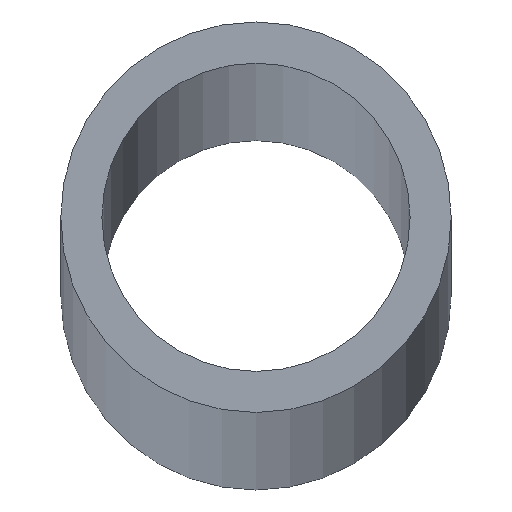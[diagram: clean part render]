
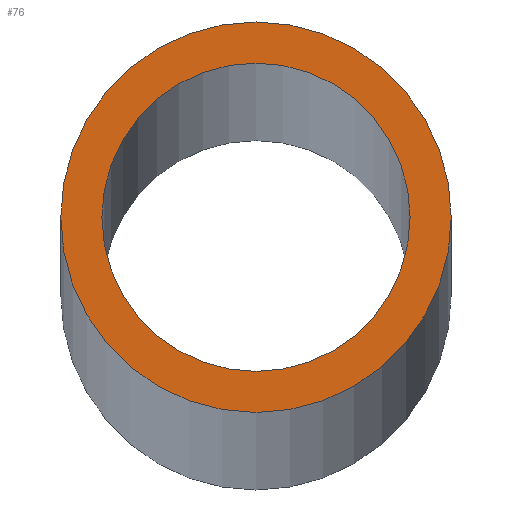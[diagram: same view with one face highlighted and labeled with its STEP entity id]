
A CAD part, top view. The second image highlights one B-rep face of the part: STEP entity #76.
In plain terms, the highlighted planar face has unit normal (0, 0, 1).
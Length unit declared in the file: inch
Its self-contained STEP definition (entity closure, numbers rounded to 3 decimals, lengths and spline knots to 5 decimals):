
#12 = CARTESIAN_POINT ( 'NONE',  ( 0., 0., 216. ) ) ;
#20 = AXIS2_PLACEMENT_3D ( 'NONE', #123, #103, #185 ) ;
#26 = DIRECTION ( 'NONE',  ( 0., 0., 1. ) ) ;
#27 = DIRECTION ( 'NONE',  ( 1., 0., 0. ) ) ;
#30 = CARTESIAN_POINT ( 'NONE',  ( 0., 0., 216. ) ) ;
#39 = AXIS2_PLACEMENT_3D ( 'NONE', #83, #26, #27 ) ;
#41 = ORIENTED_EDGE ( 'NONE', *, *, #54, .F. ) ;
#47 = DIRECTION ( 'NONE',  ( 1., 0., 0. ) ) ;
#54 = EDGE_CURVE ( 'NONE', #205, #142, #131, .T. ) ;
#66 = EDGE_CURVE ( 'NONE', #120, #213, #75, .T. ) ;
#72 = DIRECTION ( 'NONE',  ( 0., 0., 1. ) ) ;
#74 = CARTESIAN_POINT ( 'NONE',  ( 0.95, 0., 216. ) ) ;
#75 = CIRCLE ( 'NONE', #39, 0.95 ) ;
#76 = ADVANCED_FACE ( 'NONE', ( #102, #184 ), #146, .T. ) ;
#78 = AXIS2_PLACEMENT_3D ( 'NONE', #12, #162, #47 ) ;
#81 = EDGE_CURVE ( 'NONE', #213, #120, #121, .T. ) ;
#83 = CARTESIAN_POINT ( 'NONE',  ( 0., 0., 216. ) ) ;
#92 = DIRECTION ( 'NONE',  ( 0., 0., 1. ) ) ;
#101 = ORIENTED_EDGE ( 'NONE', *, *, #233, .F. ) ;
#102 = FACE_OUTER_BOUND ( 'NONE', #187, .T. ) ;
#103 = DIRECTION ( 'NONE',  ( 0., 0., 1. ) ) ;
#108 = CARTESIAN_POINT ( 'NONE',  ( -0.75, 0., 216. ) ) ;
#110 = DIRECTION ( 'NONE',  ( 1., 0., 0. ) ) ;
#120 = VERTEX_POINT ( 'NONE', #152 ) ;
#121 = CIRCLE ( 'NONE', #20, 0.95 ) ;
#123 = CARTESIAN_POINT ( 'NONE',  ( 0., 0., 216. ) ) ;
#131 = CIRCLE ( 'NONE', #217, 0.75 ) ;
#139 = CARTESIAN_POINT ( 'NONE',  ( 0., 0., 216. ) ) ;
#142 = VERTEX_POINT ( 'NONE', #108 ) ;
#146 = PLANE ( 'NONE',  #78 ) ;
#152 = CARTESIAN_POINT ( 'NONE',  ( -0.95, 0., 216. ) ) ;
#162 = DIRECTION ( 'NONE',  ( 0., 0., 1. ) ) ;
#165 = ORIENTED_EDGE ( 'NONE', *, *, #66, .T. ) ;
#184 = FACE_BOUND ( 'NONE', #211, .T. ) ;
#185 = DIRECTION ( 'NONE',  ( 1., 0., 0. ) ) ;
#187 = EDGE_LOOP ( 'NONE', ( #165, #227 ) ) ;
#205 = VERTEX_POINT ( 'NONE', #249 ) ;
#211 = EDGE_LOOP ( 'NONE', ( #101, #41 ) ) ;
#213 = VERTEX_POINT ( 'NONE', #74 ) ;
#217 = AXIS2_PLACEMENT_3D ( 'NONE', #30, #72, #235 ) ;
#224 = CIRCLE ( 'NONE', #252, 0.75 ) ;
#227 = ORIENTED_EDGE ( 'NONE', *, *, #81, .T. ) ;
#233 = EDGE_CURVE ( 'NONE', #142, #205, #224, .T. ) ;
#235 = DIRECTION ( 'NONE',  ( 1., 0., 0. ) ) ;
#249 = CARTESIAN_POINT ( 'NONE',  ( 0.75, 0., 216. ) ) ;
#252 = AXIS2_PLACEMENT_3D ( 'NONE', #139, #92, #110 ) ;
